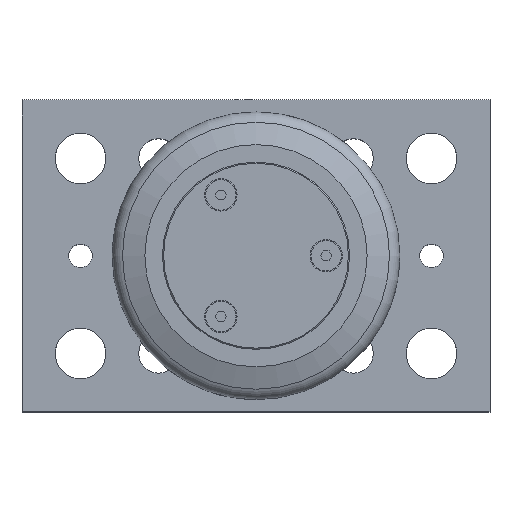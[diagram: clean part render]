
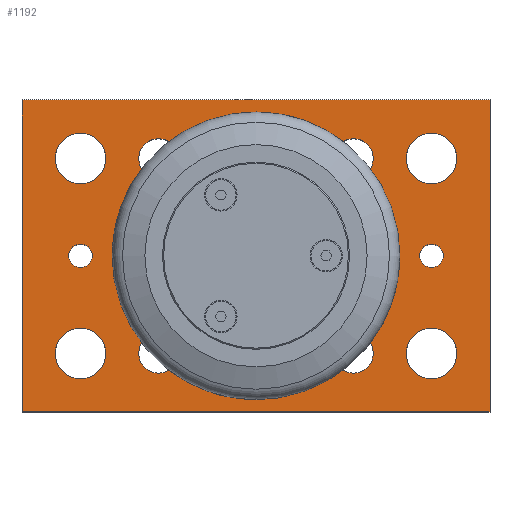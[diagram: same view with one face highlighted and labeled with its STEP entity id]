
A CAD part, top view. The second image highlights one B-rep face of the part: STEP entity #1192.
In plain terms, the highlighted planar face has unit normal (0, 0, 1).
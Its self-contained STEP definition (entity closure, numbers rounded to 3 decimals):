
#36=FACE_BOUND('',#281,.T.);
#37=FACE_BOUND('',#282,.T.);
#38=FACE_BOUND('',#283,.T.);
#39=FACE_BOUND('',#284,.T.);
#40=FACE_BOUND('',#285,.T.);
#41=FACE_BOUND('',#286,.T.);
#42=FACE_BOUND('',#287,.T.);
#43=FACE_BOUND('',#288,.T.);
#44=FACE_BOUND('',#289,.T.);
#45=FACE_BOUND('',#290,.T.);
#46=FACE_BOUND('',#291,.T.);
#100=CIRCLE('',#1318,23.5);
#105=CIRCLE('',#1326,3.);
#106=CIRCLE('',#1327,3.);
#107=CIRCLE('',#1328,6.5);
#108=CIRCLE('',#1329,6.5);
#109=CIRCLE('',#1330,6.5);
#110=CIRCLE('',#1331,6.5);
#111=CIRCLE('',#1332,5.053);
#112=CIRCLE('',#1333,5.053);
#113=CIRCLE('',#1334,5.053);
#114=CIRCLE('',#1335,5.053);
#115=CIRCLE('',#1336,5.053);
#116=CIRCLE('',#1337,5.053);
#117=CIRCLE('',#1338,5.053);
#118=CIRCLE('',#1339,5.053);
#200=FACE_OUTER_BOUND('',#280,.T.);
#280=EDGE_LOOP('',(#1004,#1005,#1006,#1007));
#281=EDGE_LOOP('',(#1008));
#282=EDGE_LOOP('',(#1009));
#283=EDGE_LOOP('',(#1010));
#284=EDGE_LOOP('',(#1011));
#285=EDGE_LOOP('',(#1012));
#286=EDGE_LOOP('',(#1013));
#287=EDGE_LOOP('',(#1014,#1015));
#288=EDGE_LOOP('',(#1016,#1017));
#289=EDGE_LOOP('',(#1018,#1019));
#290=EDGE_LOOP('',(#1020,#1021));
#291=EDGE_LOOP('',(#1022));
#387=LINE('',#2011,#478);
#388=LINE('',#2013,#479);
#389=LINE('',#2015,#480);
#390=LINE('',#2016,#481);
#478=VECTOR('',#1631,10.);
#479=VECTOR('',#1632,10.);
#480=VECTOR('',#1633,10.);
#481=VECTOR('',#1634,10.);
#576=VERTEX_POINT('',#1994);
#581=VERTEX_POINT('',#2009);
#582=VERTEX_POINT('',#2010);
#583=VERTEX_POINT('',#2012);
#584=VERTEX_POINT('',#2014);
#585=VERTEX_POINT('',#2017);
#586=VERTEX_POINT('',#2019);
#587=VERTEX_POINT('',#2021);
#588=VERTEX_POINT('',#2023);
#589=VERTEX_POINT('',#2025);
#590=VERTEX_POINT('',#2027);
#591=VERTEX_POINT('',#2029);
#592=VERTEX_POINT('',#2030);
#593=VERTEX_POINT('',#2033);
#594=VERTEX_POINT('',#2034);
#595=VERTEX_POINT('',#2037);
#596=VERTEX_POINT('',#2038);
#597=VERTEX_POINT('',#2041);
#598=VERTEX_POINT('',#2042);
#723=EDGE_CURVE('',#576,#576,#100,.T.);
#729=EDGE_CURVE('',#581,#582,#387,.T.);
#730=EDGE_CURVE('',#583,#581,#388,.T.);
#731=EDGE_CURVE('',#584,#583,#389,.T.);
#732=EDGE_CURVE('',#582,#584,#390,.T.);
#733=EDGE_CURVE('',#585,#585,#105,.T.);
#734=EDGE_CURVE('',#586,#586,#106,.T.);
#735=EDGE_CURVE('',#587,#587,#107,.T.);
#736=EDGE_CURVE('',#588,#588,#108,.T.);
#737=EDGE_CURVE('',#589,#589,#109,.T.);
#738=EDGE_CURVE('',#590,#590,#110,.T.);
#739=EDGE_CURVE('',#591,#592,#111,.T.);
#740=EDGE_CURVE('',#592,#591,#112,.T.);
#741=EDGE_CURVE('',#593,#594,#113,.T.);
#742=EDGE_CURVE('',#594,#593,#114,.T.);
#743=EDGE_CURVE('',#595,#596,#115,.T.);
#744=EDGE_CURVE('',#596,#595,#116,.T.);
#745=EDGE_CURVE('',#597,#598,#117,.T.);
#746=EDGE_CURVE('',#598,#597,#118,.T.);
#1004=ORIENTED_EDGE('',*,*,#729,.F.);
#1005=ORIENTED_EDGE('',*,*,#730,.F.);
#1006=ORIENTED_EDGE('',*,*,#731,.F.);
#1007=ORIENTED_EDGE('',*,*,#732,.F.);
#1008=ORIENTED_EDGE('',*,*,#733,.T.);
#1009=ORIENTED_EDGE('',*,*,#734,.T.);
#1010=ORIENTED_EDGE('',*,*,#735,.T.);
#1011=ORIENTED_EDGE('',*,*,#736,.T.);
#1012=ORIENTED_EDGE('',*,*,#737,.T.);
#1013=ORIENTED_EDGE('',*,*,#738,.T.);
#1014=ORIENTED_EDGE('',*,*,#739,.T.);
#1015=ORIENTED_EDGE('',*,*,#740,.T.);
#1016=ORIENTED_EDGE('',*,*,#741,.T.);
#1017=ORIENTED_EDGE('',*,*,#742,.T.);
#1018=ORIENTED_EDGE('',*,*,#743,.T.);
#1019=ORIENTED_EDGE('',*,*,#744,.T.);
#1020=ORIENTED_EDGE('',*,*,#745,.T.);
#1021=ORIENTED_EDGE('',*,*,#746,.T.);
#1022=ORIENTED_EDGE('',*,*,#723,.T.);
#1136=PLANE('',#1325);
#1192=ADVANCED_FACE('',(#200,#36,#37,#38,#39,#40,#41,#42,#43,#44,#45,#46),
#1136,.T.);
#1318=AXIS2_PLACEMENT_3D('',#1996,#1614,#1615);
#1325=AXIS2_PLACEMENT_3D('',#2008,#1629,#1630);
#1326=AXIS2_PLACEMENT_3D('',#2018,#1635,#1636);
#1327=AXIS2_PLACEMENT_3D('',#2020,#1637,#1638);
#1328=AXIS2_PLACEMENT_3D('',#2022,#1639,#1640);
#1329=AXIS2_PLACEMENT_3D('',#2024,#1641,#1642);
#1330=AXIS2_PLACEMENT_3D('',#2026,#1643,#1644);
#1331=AXIS2_PLACEMENT_3D('',#2028,#1645,#1646);
#1332=AXIS2_PLACEMENT_3D('',#2031,#1647,#1648);
#1333=AXIS2_PLACEMENT_3D('',#2032,#1649,#1650);
#1334=AXIS2_PLACEMENT_3D('',#2035,#1651,#1652);
#1335=AXIS2_PLACEMENT_3D('',#2036,#1653,#1654);
#1336=AXIS2_PLACEMENT_3D('',#2039,#1655,#1656);
#1337=AXIS2_PLACEMENT_3D('',#2040,#1657,#1658);
#1338=AXIS2_PLACEMENT_3D('',#2043,#1659,#1660);
#1339=AXIS2_PLACEMENT_3D('',#2044,#1661,#1662);
#1614=DIRECTION('center_axis',(0.,0.,-1.));
#1615=DIRECTION('ref_axis',(0.,-1.,0.));
#1629=DIRECTION('center_axis',(0.,0.,1.));
#1630=DIRECTION('ref_axis',(1.,0.,0.));
#1631=DIRECTION('',(0.,1.,0.));
#1632=DIRECTION('',(-1.,0.,0.));
#1633=DIRECTION('',(0.,-1.,0.));
#1634=DIRECTION('',(1.,0.,0.));
#1635=DIRECTION('center_axis',(0.,0.,-1.));
#1636=DIRECTION('ref_axis',(-1.,0.,0.));
#1637=DIRECTION('center_axis',(0.,0.,-1.));
#1638=DIRECTION('ref_axis',(-1.,0.,0.));
#1639=DIRECTION('center_axis',(0.,0.,-1.));
#1640=DIRECTION('ref_axis',(-1.,0.,0.));
#1641=DIRECTION('center_axis',(0.,0.,-1.));
#1642=DIRECTION('ref_axis',(-1.,0.,0.));
#1643=DIRECTION('center_axis',(0.,0.,-1.));
#1644=DIRECTION('ref_axis',(-1.,0.,0.));
#1645=DIRECTION('center_axis',(0.,0.,-1.));
#1646=DIRECTION('ref_axis',(-1.,0.,0.));
#1647=DIRECTION('center_axis',(0.,0.,-1.));
#1648=DIRECTION('ref_axis',(1.,0.,0.));
#1649=DIRECTION('center_axis',(0.,0.,-1.));
#1650=DIRECTION('ref_axis',(1.,0.,0.));
#1651=DIRECTION('center_axis',(0.,0.,-1.));
#1652=DIRECTION('ref_axis',(1.,0.,0.));
#1653=DIRECTION('center_axis',(0.,0.,-1.));
#1654=DIRECTION('ref_axis',(1.,0.,0.));
#1655=DIRECTION('center_axis',(0.,0.,-1.));
#1656=DIRECTION('ref_axis',(1.,0.,0.));
#1657=DIRECTION('center_axis',(0.,0.,-1.));
#1658=DIRECTION('ref_axis',(1.,0.,0.));
#1659=DIRECTION('center_axis',(0.,0.,-1.));
#1660=DIRECTION('ref_axis',(1.,0.,0.));
#1661=DIRECTION('center_axis',(0.,0.,-1.));
#1662=DIRECTION('ref_axis',(1.,0.,0.));
#1994=CARTESIAN_POINT('',(60.,63.5,15.));
#1996=CARTESIAN_POINT('Origin',(60.,40.,15.));
#2008=CARTESIAN_POINT('Origin',(60.,40.,15.));
#2009=CARTESIAN_POINT('',(0.,0.,15.));
#2010=CARTESIAN_POINT('',(0.,80.,15.));
#2011=CARTESIAN_POINT('',(0.,80.,15.));
#2012=CARTESIAN_POINT('',(120.,0.,15.));
#2013=CARTESIAN_POINT('',(0.,0.,15.));
#2014=CARTESIAN_POINT('',(120.,80.,15.));
#2015=CARTESIAN_POINT('',(120.,0.,15.));
#2016=CARTESIAN_POINT('',(120.,80.,15.));
#2017=CARTESIAN_POINT('',(18.,40.,15.));
#2018=CARTESIAN_POINT('Origin',(15.,40.,15.));
#2019=CARTESIAN_POINT('',(108.,40.,15.));
#2020=CARTESIAN_POINT('Origin',(105.,40.,15.));
#2021=CARTESIAN_POINT('',(111.5,15.,15.));
#2022=CARTESIAN_POINT('Origin',(105.,15.,15.));
#2023=CARTESIAN_POINT('',(21.5,65.,15.));
#2024=CARTESIAN_POINT('Origin',(15.,65.,15.));
#2025=CARTESIAN_POINT('',(21.5,15.,15.));
#2026=CARTESIAN_POINT('Origin',(15.,15.,15.));
#2027=CARTESIAN_POINT('',(111.5,65.,15.));
#2028=CARTESIAN_POINT('Origin',(105.,65.,15.));
#2029=CARTESIAN_POINT('',(40.053,65.,15.));
#2030=CARTESIAN_POINT('',(29.947,65.,15.));
#2031=CARTESIAN_POINT('Origin',(35.,65.,15.));
#2032=CARTESIAN_POINT('Origin',(35.,65.,15.));
#2033=CARTESIAN_POINT('',(90.053,65.,15.));
#2034=CARTESIAN_POINT('',(79.947,65.,15.));
#2035=CARTESIAN_POINT('Origin',(85.,65.,15.));
#2036=CARTESIAN_POINT('Origin',(85.,65.,15.));
#2037=CARTESIAN_POINT('',(90.053,15.,15.));
#2038=CARTESIAN_POINT('',(79.947,15.,15.));
#2039=CARTESIAN_POINT('Origin',(85.,15.,15.));
#2040=CARTESIAN_POINT('Origin',(85.,15.,15.));
#2041=CARTESIAN_POINT('',(40.053,15.,15.));
#2042=CARTESIAN_POINT('',(29.947,15.,15.));
#2043=CARTESIAN_POINT('Origin',(35.,15.,15.));
#2044=CARTESIAN_POINT('Origin',(35.,15.,15.));
